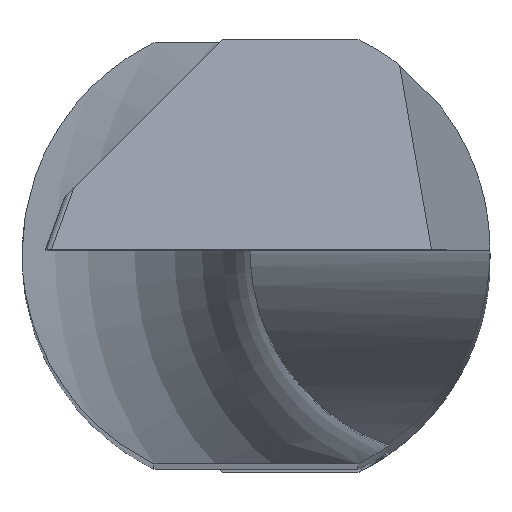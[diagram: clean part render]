
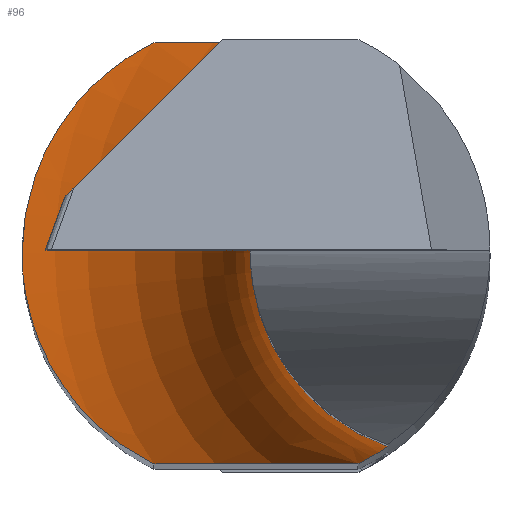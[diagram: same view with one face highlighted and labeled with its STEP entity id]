
A CAD part, top view. The second image highlights one B-rep face of the part: STEP entity #96.
In plain terms, the highlighted toroidal (fillet/blend) face has major radius 3.75 mm and minor radius 2 mm.
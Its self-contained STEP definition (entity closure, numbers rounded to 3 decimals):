
#30=TOROIDAL_SURFACE('',#917,3.75,2.);
#96=ADVANCED_FACE('',(#142),#30,.F.);
#142=FACE_OUTER_BOUND('',#181,.T.);
#181=EDGE_LOOP('',(#338,#339,#340,#341,#342,#343,#344,#345));
#203=CIRCLE('',#915,1.75);
#204=CIRCLE('',#916,1.75);
#338=ORIENTED_EDGE('',*,*,#580,.F.);
#339=ORIENTED_EDGE('',*,*,#581,.F.);
#340=ORIENTED_EDGE('',*,*,#582,.F.);
#341=ORIENTED_EDGE('',*,*,#583,.F.);
#342=ORIENTED_EDGE('',*,*,#556,.F.);
#343=ORIENTED_EDGE('',*,*,#584,.F.);
#344=ORIENTED_EDGE('',*,*,#585,.F.);
#345=ORIENTED_EDGE('',*,*,#546,.F.);
#460=VERTEX_POINT('',#1431);
#461=VERTEX_POINT('',#1439);
#470=VERTEX_POINT('',#1484);
#471=VERTEX_POINT('',#1492);
#486=VERTEX_POINT('',#1640);
#487=VERTEX_POINT('',#1662);
#488=VERTEX_POINT('',#1676);
#489=VERTEX_POINT('',#1682);
#546=EDGE_CURVE('',#460,#461,#638,.T.);
#556=EDGE_CURVE('',#470,#471,#642,.T.);
#580=EDGE_CURVE('',#486,#460,#655,.T.);
#581=EDGE_CURVE('',#487,#486,#656,.T.);
#582=EDGE_CURVE('',#488,#487,#657,.T.);
#583=EDGE_CURVE('',#471,#488,#658,.T.);
#584=EDGE_CURVE('',#489,#470,#203,.T.);
#585=EDGE_CURVE('',#461,#489,#204,.T.);
#638=B_SPLINE_CURVE_WITH_KNOTS('',3,(#1432,#1433,#1434,#1435,#1436,#1437,
#1438),.UNSPECIFIED.,.F.,.F.,(4,3,4),(0.,0.566,1.),
 .UNSPECIFIED.);
#642=B_SPLINE_CURVE_WITH_KNOTS('',3,(#1485,#1486,#1487,#1488,#1489,#1490,
#1491),.UNSPECIFIED.,.F.,.F.,(4,3,4),(0.,0.562,1.),
 .UNSPECIFIED.);
#655=B_SPLINE_CURVE_WITH_KNOTS('',3,(#1641,#1642,#1643,#1644,#1645,#1646,
#1647),.UNSPECIFIED.,.F.,.F.,(4,3,4),(0.,0.598,1.),
 .UNSPECIFIED.);
#656=B_SPLINE_CURVE_WITH_KNOTS('',3,(#1649,#1650,#1651,#1652,#1653,#1654,
#1655,#1656,#1657,#1658,#1659,#1660,#1661),.UNSPECIFIED.,.F.,.F.,(4,3,3,
3,4),(0.,0.301,0.602,0.902,1.),
 .UNSPECIFIED.);
#657=B_SPLINE_CURVE_WITH_KNOTS('',3,(#1663,#1664,#1665,#1666,#1667,#1668,
#1669,#1670,#1671,#1672,#1673,#1674,#1675),.UNSPECIFIED.,.F.,.F.,(4,3,3,
3,4),(0.,0.293,0.586,0.885,1.),
 .UNSPECIFIED.);
#658=B_SPLINE_CURVE_WITH_KNOTS('',3,(#1677,#1678,#1679,#1680),
 .UNSPECIFIED.,.F.,.F.,(4,4),(0.,1.),.UNSPECIFIED.);
#915=AXIS2_PLACEMENT_3D('',#1681,#1043,#1044);
#916=AXIS2_PLACEMENT_3D('',#1683,#1045,#1046);
#917=AXIS2_PLACEMENT_3D('',#1684,#1047,#1048);
#1043=DIRECTION('',(0.,0.,1.));
#1044=DIRECTION('',(-1.,0.,0.));
#1045=DIRECTION('',(0.,0.,1.));
#1046=DIRECTION('',(-0.328,0.945,0.));
#1047=DIRECTION('',(0.,0.,-1.));
#1048=DIRECTION('',(-1.,0.,0.));
#1431=CARTESIAN_POINT('',(0.872,1.8,13.816));
#1432=CARTESIAN_POINT('',(0.872,1.8,13.816));
#1433=CARTESIAN_POINT('',(0.966,1.754,13.969));
#1434=CARTESIAN_POINT('',(1.036,1.711,14.143));
#1435=CARTESIAN_POINT('',(1.078,1.685,14.323));
#1436=CARTESIAN_POINT('',(1.11,1.664,14.461));
#1437=CARTESIAN_POINT('',(1.126,1.653,14.606));
#1438=CARTESIAN_POINT('',(1.126,1.653,14.749));
#1439=CARTESIAN_POINT('',(1.126,1.653,14.749));
#1484=CARTESIAN_POINT('',(1.126,-1.653,14.749));
#1485=CARTESIAN_POINT('',(1.126,-1.653,14.749));
#1486=CARTESIAN_POINT('',(1.126,-1.653,14.564));
#1487=CARTESIAN_POINT('',(1.099,-1.672,14.377));
#1488=CARTESIAN_POINT('',(1.046,-1.705,14.203));
#1489=CARTESIAN_POINT('',(1.004,-1.73,14.066));
#1490=CARTESIAN_POINT('',(0.945,-1.764,13.935));
#1491=CARTESIAN_POINT('',(0.872,-1.8,13.816));
#1492=CARTESIAN_POINT('',(0.872,-1.8,13.816));
#1640=CARTESIAN_POINT('',(-0.872,1.8,12.845));
#1641=CARTESIAN_POINT('',(-0.872,1.8,12.845));
#1642=CARTESIAN_POINT('',(-0.487,1.8,12.946));
#1643=CARTESIAN_POINT('',(-0.119,1.8,13.124));
#1644=CARTESIAN_POINT('',(0.216,1.8,13.338));
#1645=CARTESIAN_POINT('',(0.444,1.8,13.484));
#1646=CARTESIAN_POINT('',(0.66,1.8,13.648));
#1647=CARTESIAN_POINT('',(0.872,1.8,13.816));
#1649=CARTESIAN_POINT('',(-2.,0.,12.75));
#1650=CARTESIAN_POINT('',(-2.,0.224,12.75));
#1651=CARTESIAN_POINT('',(-1.961,0.451,12.75));
#1652=CARTESIAN_POINT('',(-1.887,0.662,12.752));
#1653=CARTESIAN_POINT('',(-1.813,0.873,12.754));
#1654=CARTESIAN_POINT('',(-1.702,1.074,12.757));
#1655=CARTESIAN_POINT('',(-1.562,1.249,12.766));
#1656=CARTESIAN_POINT('',(-1.423,1.423,12.775));
#1657=CARTESIAN_POINT('',(-1.252,1.575,12.789));
#1658=CARTESIAN_POINT('',(-1.065,1.693,12.815));
#1659=CARTESIAN_POINT('',(-1.002,1.732,12.824));
#1660=CARTESIAN_POINT('',(-0.938,1.768,12.834));
#1661=CARTESIAN_POINT('',(-0.872,1.8,12.845));
#1662=CARTESIAN_POINT('',(-2.,0.,12.75));
#1663=CARTESIAN_POINT('',(-0.872,-1.8,12.845));
#1664=CARTESIAN_POINT('',(-1.066,-1.706,12.811));
#1665=CARTESIAN_POINT('',(-1.249,-1.577,12.791));
#1666=CARTESIAN_POINT('',(-1.404,-1.425,12.778));
#1667=CARTESIAN_POINT('',(-1.559,-1.272,12.765));
#1668=CARTESIAN_POINT('',(-1.69,-1.091,12.758));
#1669=CARTESIAN_POINT('',(-1.788,-0.896,12.755));
#1670=CARTESIAN_POINT('',(-1.888,-0.697,12.751));
#1671=CARTESIAN_POINT('',(-1.954,-0.479,12.751));
#1672=CARTESIAN_POINT('',(-1.983,-0.259,12.75));
#1673=CARTESIAN_POINT('',(-1.994,-0.173,12.75));
#1674=CARTESIAN_POINT('',(-2.,-0.087,12.75));
#1675=CARTESIAN_POINT('',(-2.,0.,12.75));
#1676=CARTESIAN_POINT('',(-0.872,-1.8,12.845));
#1677=CARTESIAN_POINT('',(0.872,-1.8,13.816));
#1678=CARTESIAN_POINT('',(0.346,-1.8,13.399));
#1679=CARTESIAN_POINT('',(-0.217,-1.8,13.017));
#1680=CARTESIAN_POINT('',(-0.872,-1.8,12.845));
#1681=CARTESIAN_POINT('',(1.7,0.,14.749));
#1682=CARTESIAN_POINT('',(-0.05,0.,14.749));
#1683=CARTESIAN_POINT('',(1.7,0.,14.749));
#1684=CARTESIAN_POINT('',(1.7,0.,14.749));
